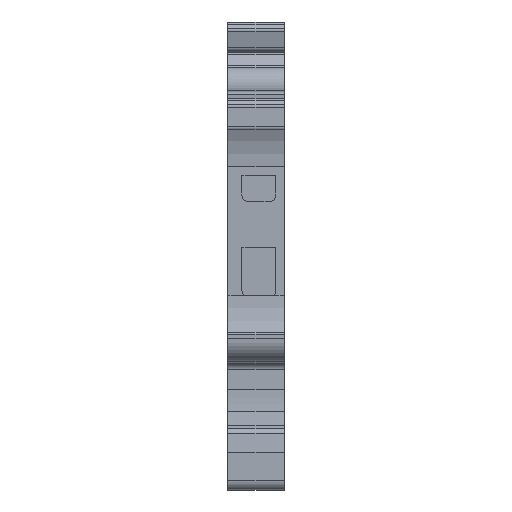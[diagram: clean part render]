
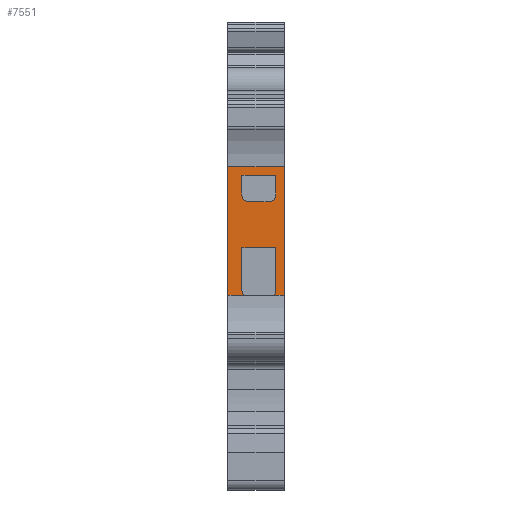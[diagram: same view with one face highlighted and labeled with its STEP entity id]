
A CAD part, left-side view. The second image highlights one B-rep face of the part: STEP entity #7551.
In plain terms, the highlighted planar face has unit normal (-1, 0, 0).
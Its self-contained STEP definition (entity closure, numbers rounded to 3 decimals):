
#191=LINE('',#10135,#766);
#326=LINE('',#10646,#901);
#525=LINE('',#11206,#1100);
#526=LINE('',#11211,#1101);
#527=LINE('',#11213,#1102);
#528=LINE('',#11215,#1103);
#529=LINE('',#11219,#1104);
#530=LINE('',#11220,#1105);
#531=LINE('',#11224,#1106);
#532=LINE('',#11226,#1107);
#533=LINE('',#11228,#1108);
#534=LINE('',#11232,#1109);
#766=VECTOR('',#8414,1000.);
#901=VECTOR('',#8791,1000.);
#1100=VECTOR('',#9358,1000.);
#1101=VECTOR('',#9363,1000.);
#1102=VECTOR('',#9364,1000.);
#1103=VECTOR('',#9365,1000.);
#1104=VECTOR('',#9368,1000.);
#1105=VECTOR('',#9369,1000.);
#1106=VECTOR('',#9372,1000.);
#1107=VECTOR('',#9373,1000.);
#1108=VECTOR('',#9374,1000.);
#1109=VECTOR('',#9377,1000.);
#2263=ORIENTED_EDGE('',*,*,#3585,.T.);
#2264=ORIENTED_EDGE('',*,*,#3586,.T.);
#2265=ORIENTED_EDGE('',*,*,#3587,.T.);
#2266=ORIENTED_EDGE('',*,*,#3588,.T.);
#2267=ORIENTED_EDGE('',*,*,#3589,.T.);
#2268=ORIENTED_EDGE('',*,*,#3590,.T.);
#2269=ORIENTED_EDGE('',*,*,#3591,.T.);
#2270=ORIENTED_EDGE('',*,*,#3592,.T.);
#2271=ORIENTED_EDGE('',*,*,#3593,.T.);
#2272=ORIENTED_EDGE('',*,*,#3594,.T.);
#2273=ORIENTED_EDGE('',*,*,#3595,.T.);
#2274=ORIENTED_EDGE('',*,*,#3596,.T.);
#2275=ORIENTED_EDGE('',*,*,#3597,.T.);
#2276=ORIENTED_EDGE('',*,*,#3317,.F.);
#2277=ORIENTED_EDGE('',*,*,#3584,.F.);
#2278=ORIENTED_EDGE('',*,*,#3062,.T.);
#3062=EDGE_CURVE('',#3901,#3900,#191,.T.);
#3317=EDGE_CURVE('',#4155,#4156,#326,.T.);
#3584=EDGE_CURVE('',#3901,#4155,#525,.T.);
#3585=EDGE_CURVE('',#4301,#4302,#4602,.T.);
#3586=EDGE_CURVE('',#4302,#4303,#526,.T.);
#3587=EDGE_CURVE('',#4303,#4304,#527,.T.);
#3588=EDGE_CURVE('',#4304,#4305,#528,.T.);
#3589=EDGE_CURVE('',#4305,#4306,#4603,.T.);
#3590=EDGE_CURVE('',#4306,#4301,#529,.T.);
#3591=EDGE_CURVE('',#3900,#4307,#530,.T.);
#3592=EDGE_CURVE('',#4307,#4308,#4604,.T.);
#3593=EDGE_CURVE('',#4308,#4309,#531,.T.);
#3594=EDGE_CURVE('',#4309,#4310,#532,.T.);
#3595=EDGE_CURVE('',#4310,#4311,#533,.T.);
#3596=EDGE_CURVE('',#4311,#4312,#4605,.T.);
#3597=EDGE_CURVE('',#4312,#4156,#534,.T.);
#3900=VERTEX_POINT('',#10134);
#3901=VERTEX_POINT('',#10136);
#4155=VERTEX_POINT('',#10645);
#4156=VERTEX_POINT('',#10647);
#4301=VERTEX_POINT('',#11209);
#4302=VERTEX_POINT('',#11210);
#4303=VERTEX_POINT('',#11212);
#4304=VERTEX_POINT('',#11214);
#4305=VERTEX_POINT('',#11216);
#4306=VERTEX_POINT('',#11218);
#4307=VERTEX_POINT('',#11221);
#4308=VERTEX_POINT('',#11223);
#4309=VERTEX_POINT('',#11225);
#4310=VERTEX_POINT('',#11227);
#4311=VERTEX_POINT('',#11229);
#4312=VERTEX_POINT('',#11231);
#4602=CIRCLE('',#8078,0.7);
#4603=CIRCLE('',#8079,0.7);
#4604=CIRCLE('',#8080,0.7);
#4605=CIRCLE('',#8081,0.7);
#4759=EDGE_LOOP('',(#2263,#2264,#2265,#2266,#2267,#2268));
#4760=EDGE_LOOP('',(#2269,#2270,#2271,#2272,#2273,#2274,#2275,#2276,#2277,
#2278));
#5060=FACE_BOUND('',#4759,.T.);
#5061=FACE_BOUND('',#4760,.T.);
#5299=PLANE('',#8077);
#7551=ADVANCED_FACE('',(#5060,#5061),#5299,.T.);
#8077=AXIS2_PLACEMENT_3D('',#11207,#9359,#9360);
#8078=AXIS2_PLACEMENT_3D('',#11208,#9361,#9362);
#8079=AXIS2_PLACEMENT_3D('',#11217,#9366,#9367);
#8080=AXIS2_PLACEMENT_3D('',#11222,#9370,#9371);
#8081=AXIS2_PLACEMENT_3D('',#11230,#9375,#9376);
#8414=DIRECTION('',(0.,0.,-1.));
#8791=DIRECTION('',(0.,0.,-1.));
#9358=DIRECTION('',(0.,-1.,0.));
#9359=DIRECTION('',(-1.,0.,0.));
#9360=DIRECTION('',(0.,0.,1.));
#9361=DIRECTION('',(1.,0.,0.));
#9362=DIRECTION('',(0.,-1.,0.));
#9363=DIRECTION('',(0.,0.,1.));
#9364=DIRECTION('',(0.,-1.,0.));
#9365=DIRECTION('',(0.,0.,-1.));
#9366=DIRECTION('',(1.,0.,0.));
#9367=DIRECTION('',(0.,-1.,0.));
#9368=DIRECTION('',(0.,1.,0.));
#9369=DIRECTION('',(0.,-1.,0.));
#9370=DIRECTION('',(1.,0.,0.));
#9371=DIRECTION('',(0.,-1.,0.));
#9372=DIRECTION('',(0.,0.,1.));
#9373=DIRECTION('',(0.,-1.,0.));
#9374=DIRECTION('',(0.,0.,-1.));
#9375=DIRECTION('',(1.,0.,0.));
#9376=DIRECTION('',(0.,-1.,0.));
#9377=DIRECTION('',(0.,-1.,0.));
#10134=CARTESIAN_POINT('',(-50.85,6.,13.497));
#10135=CARTESIAN_POINT('',(-50.85,6.,27.206));
#10136=CARTESIAN_POINT('',(-50.85,6.,27.206));
#10645=CARTESIAN_POINT('',(-50.85,0.,27.206));
#10646=CARTESIAN_POINT('',(-50.85,0.,27.206));
#10647=CARTESIAN_POINT('',(-50.85,0.,13.497));
#11206=CARTESIAN_POINT('',(-50.85,6.,27.206));
#11207=CARTESIAN_POINT('',(-50.85,6.,27.206));
#11208=CARTESIAN_POINT('',(-50.85,3.8,24.184));
#11209=CARTESIAN_POINT('',(-50.85,3.8,23.484));
#11210=CARTESIAN_POINT('',(-50.85,4.5,24.184));
#11211=CARTESIAN_POINT('',(-50.85,4.5,24.184));
#11212=CARTESIAN_POINT('',(-50.85,4.5,26.284));
#11213=CARTESIAN_POINT('',(-50.85,4.5,26.284));
#11214=CARTESIAN_POINT('',(-50.85,0.9,26.284));
#11215=CARTESIAN_POINT('',(-50.85,0.9,26.284));
#11216=CARTESIAN_POINT('',(-50.85,0.9,24.184));
#11217=CARTESIAN_POINT('',(-50.85,1.6,24.184));
#11218=CARTESIAN_POINT('',(-50.85,1.6,23.484));
#11219=CARTESIAN_POINT('',(-50.85,1.6,23.484));
#11220=CARTESIAN_POINT('',(-50.85,6.,13.497));
#11221=CARTESIAN_POINT('',(-50.85,4.302,13.497));
#11222=CARTESIAN_POINT('',(-50.85,3.8,13.984));
#11223=CARTESIAN_POINT('',(-50.85,4.5,13.984));
#11224=CARTESIAN_POINT('',(-50.85,4.5,13.984));
#11225=CARTESIAN_POINT('',(-50.85,4.5,18.584));
#11226=CARTESIAN_POINT('',(-50.85,4.5,18.584));
#11227=CARTESIAN_POINT('',(-50.85,0.9,18.584));
#11228=CARTESIAN_POINT('',(-50.85,0.9,18.584));
#11229=CARTESIAN_POINT('',(-50.85,0.9,13.984));
#11230=CARTESIAN_POINT('',(-50.85,1.6,13.984));
#11231=CARTESIAN_POINT('',(-50.85,1.098,13.497));
#11232=CARTESIAN_POINT('',(-50.85,6.,13.497));
